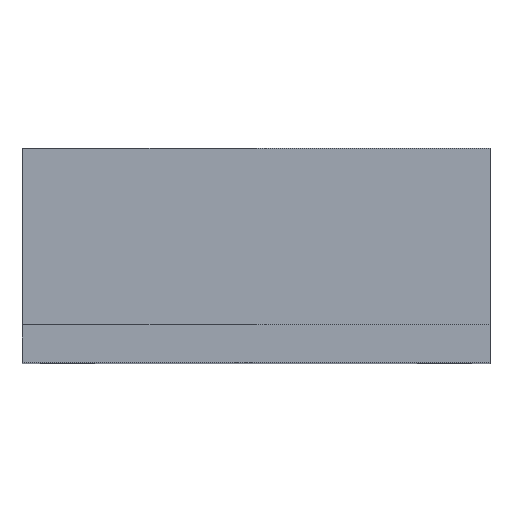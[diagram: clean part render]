
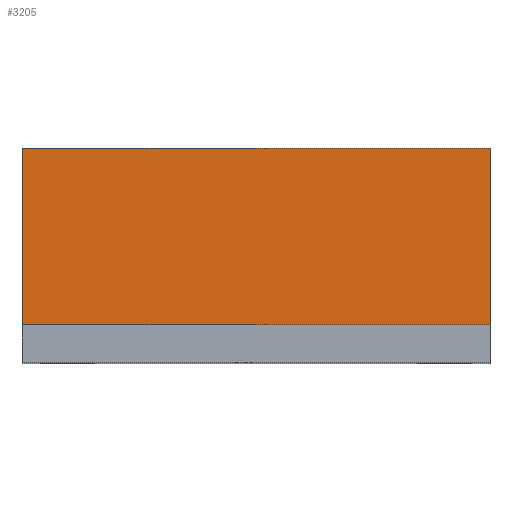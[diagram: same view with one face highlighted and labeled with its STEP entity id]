
A CAD part, top view. The second image highlights one B-rep face of the part: STEP entity #3205.
In plain terms, the highlighted planar face has unit normal (0, 0, 1).
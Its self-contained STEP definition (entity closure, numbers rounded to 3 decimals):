
#2 = DIRECTION ( 'NONE',  ( 0., 0., -1. ) ) ;
#143 = EDGE_CURVE ( 'NONE', #3141, #5224, #313, .T. ) ;
#313 = LINE ( 'NONE', #1564, #6414 ) ;
#399 = LINE ( 'NONE', #5244, #4319 ) ;
#510 = ORIENTED_EDGE ( 'NONE', *, *, #3051, .T. ) ;
#961 = CARTESIAN_POINT ( 'NONE',  ( -1.3, 0.21, 1.825 ) ) ;
#1042 = PLANE ( 'NONE',  #4785 ) ;
#1182 = VERTEX_POINT ( 'NONE', #4498 ) ;
#1241 = ORIENTED_EDGE ( 'NONE', *, *, #143, .T. ) ;
#1564 = CARTESIAN_POINT ( 'NONE',  ( -1.3, 1.19, 1.825 ) ) ;
#1819 = CARTESIAN_POINT ( 'NONE',  ( -1.3, 1.19, 1.825 ) ) ;
#1974 = VECTOR ( 'NONE', #5911, 1000. ) ;
#2346 = DIRECTION ( 'NONE',  ( 1., 0., 0. ) ) ;
#2387 = DIRECTION ( 'NONE',  ( 1., 0., 0. ) ) ;
#2412 = CARTESIAN_POINT ( 'NONE',  ( -1.3, 1.19, 1.825 ) ) ;
#2491 = ORIENTED_EDGE ( 'NONE', *, *, #5559, .F. ) ;
#2803 = DIRECTION ( 'NONE',  ( 0., -1., 0. ) ) ;
#2959 = LINE ( 'NONE', #1819, #6088 ) ;
#3051 = EDGE_CURVE ( 'NONE', #5224, #3342, #399, .T. ) ;
#3141 = VERTEX_POINT ( 'NONE', #2412 ) ;
#3205 = ADVANCED_FACE ( 'NONE', ( #5949 ), #1042, .F. ) ;
#3342 = VERTEX_POINT ( 'NONE', #4005 ) ;
#3806 = DIRECTION ( 'NONE',  ( -1., 0., 0. ) ) ;
#4005 = CARTESIAN_POINT ( 'NONE',  ( 1.3, 0.21, 1.825 ) ) ;
#4173 = CARTESIAN_POINT ( 'NONE',  ( 1.3, 1.19, 1.825 ) ) ;
#4319 = VECTOR ( 'NONE', #2387, 1000. ) ;
#4364 = CARTESIAN_POINT ( 'NONE',  ( -1.3, 1.19, 1.825 ) ) ;
#4412 = EDGE_LOOP ( 'NONE', ( #1241, #510, #5599, #2491 ) ) ;
#4418 = LINE ( 'NONE', #4173, #1974 ) ;
#4498 = CARTESIAN_POINT ( 'NONE',  ( 1.3, 1.19, 1.825 ) ) ;
#4785 = AXIS2_PLACEMENT_3D ( 'NONE', #4364, #2, #3806 ) ;
#5224 = VERTEX_POINT ( 'NONE', #961 ) ;
#5244 = CARTESIAN_POINT ( 'NONE',  ( -1.3, 0.21, 1.825 ) ) ;
#5559 = EDGE_CURVE ( 'NONE', #3141, #1182, #2959, .T. ) ;
#5599 = ORIENTED_EDGE ( 'NONE', *, *, #6495, .F. ) ;
#5911 = DIRECTION ( 'NONE',  ( 0., -1., 0. ) ) ;
#5949 = FACE_OUTER_BOUND ( 'NONE', #4412, .T. ) ;
#6088 = VECTOR ( 'NONE', #2346, 1000. ) ;
#6414 = VECTOR ( 'NONE', #2803, 1000. ) ;
#6495 = EDGE_CURVE ( 'NONE', #1182, #3342, #4418, .T. ) ;
